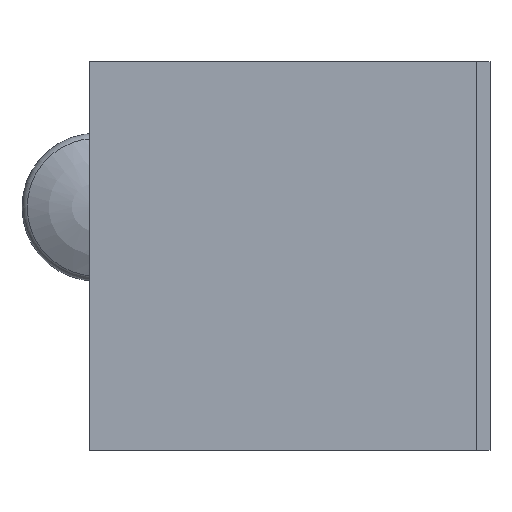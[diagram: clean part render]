
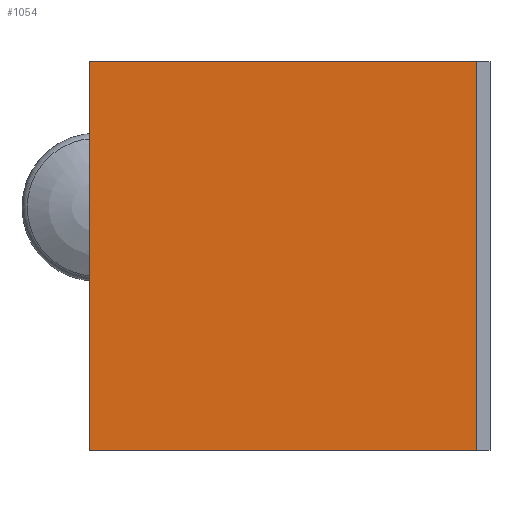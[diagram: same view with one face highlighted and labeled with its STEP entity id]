
A CAD part, front view. The second image highlights one B-rep face of the part: STEP entity #1054.
In plain terms, the highlighted planar face has unit normal (0, -1, 0).
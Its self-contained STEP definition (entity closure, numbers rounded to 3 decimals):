
#1018=AXIS2_PLACEMENT_3D('Plane Axis2P3D',#1015,#1016,#1017) ;
#1015=CARTESIAN_POINT('Axis2P3D Location',(0.,112.5,-46.)) ;
#1020=CARTESIAN_POINT('Line Origine',(0.,112.5,59.5)) ;
#1024=CARTESIAN_POINT('Vertex',(-52.5,112.5,59.5)) ;
#1026=CARTESIAN_POINT('Vertex',(52.5,112.5,59.5)) ;
#1029=CARTESIAN_POINT('Line Origine',(-52.5,112.5,6.75)) ;
#1033=CARTESIAN_POINT('Vertex',(-52.5,112.5,-46.)) ;
#1036=CARTESIAN_POINT('Line Origine',(0.,112.5,-46.)) ;
#1040=CARTESIAN_POINT('Vertex',(52.5,112.5,-46.)) ;
#1043=CARTESIAN_POINT('Line Origine',(52.5,112.5,6.75)) ;
#1016=DIRECTION('Axis2P3D Direction',(0.,1.,0.)) ;
#1017=DIRECTION('Axis2P3D XDirection',(0.,0.,1.)) ;
#1021=DIRECTION('Vector Direction',(1.,0.,0.)) ;
#1030=DIRECTION('Vector Direction',(0.,0.,1.)) ;
#1037=DIRECTION('Vector Direction',(1.,0.,0.)) ;
#1044=DIRECTION('Vector Direction',(0.,0.,1.)) ;
#1022=VECTOR('Line Direction',#1021,1.) ;
#1031=VECTOR('Line Direction',#1030,1.) ;
#1038=VECTOR('Line Direction',#1037,1.) ;
#1045=VECTOR('Line Direction',#1044,1.) ;
#1049=ORIENTED_EDGE('',*,*,#1028,.F.) ;
#1050=ORIENTED_EDGE('',*,*,#1035,.T.) ;
#1051=ORIENTED_EDGE('',*,*,#1042,.T.) ;
#1052=ORIENTED_EDGE('',*,*,#1047,.F.) ;
#1054=ADVANCED_FACE('Maniglia rotante rinviata lunghezza minima',(#1053),#1019,.F.) ;
#1028=EDGE_CURVE('',#1025,#1027,#1023,.T.) ;
#1035=EDGE_CURVE('',#1025,#1034,#1032,.F.) ;
#1042=EDGE_CURVE('',#1034,#1041,#1039,.T.) ;
#1047=EDGE_CURVE('',#1027,#1041,#1046,.F.) ;
#1048=EDGE_LOOP('',(#1049,#1050,#1051,#1052)) ;
#1053=FACE_OUTER_BOUND('',#1048,.T.) ;
#1023=LINE('Line',#1020,#1022) ;
#1032=LINE('Line',#1029,#1031) ;
#1039=LINE('Line',#1036,#1038) ;
#1046=LINE('Line',#1043,#1045) ;
#1019=PLANE('',#1018) ;
#1025=VERTEX_POINT('',#1024) ;
#1027=VERTEX_POINT('',#1026) ;
#1034=VERTEX_POINT('',#1033) ;
#1041=VERTEX_POINT('',#1040) ;
